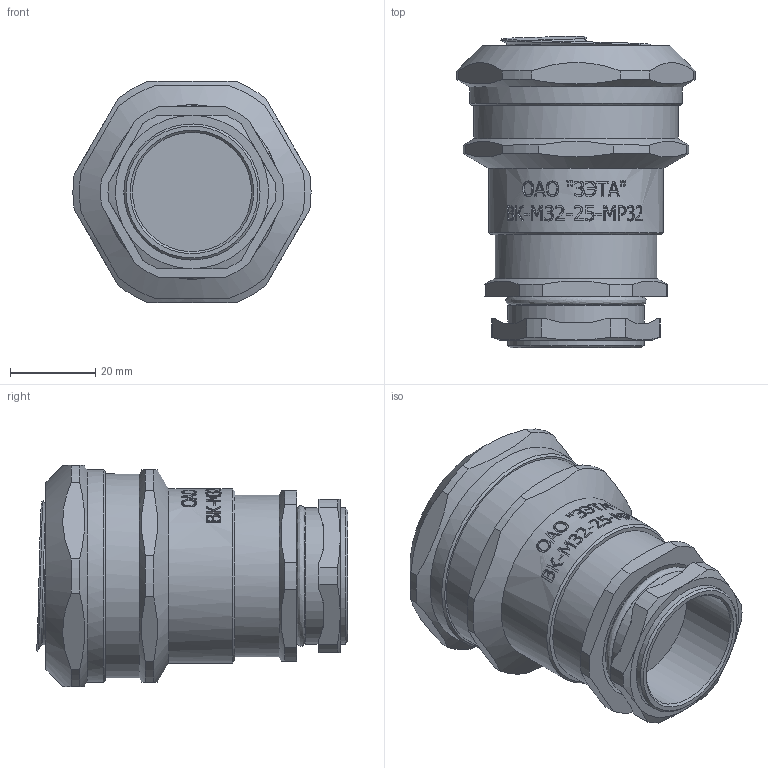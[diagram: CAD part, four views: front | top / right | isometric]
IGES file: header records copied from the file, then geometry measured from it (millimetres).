
Global section: file name: ВК-М32-МР32 (18-25мм); native system: Autodesk Inventor 2015; preprocessor: unknown; author: Борисов Е.В.,,11,0,; ; date: 20160917.211433; units: centimetre
Bounding box: 56 x 73.33 x 52 mm (x, y, z)
Volume: 76898.3 mm3; surface area: 23689.4 mm2
Topology: 1 solids, 1 shells, 486 faces, 1326 edges, 885 vertices
Faces by surface type: bspline 486
